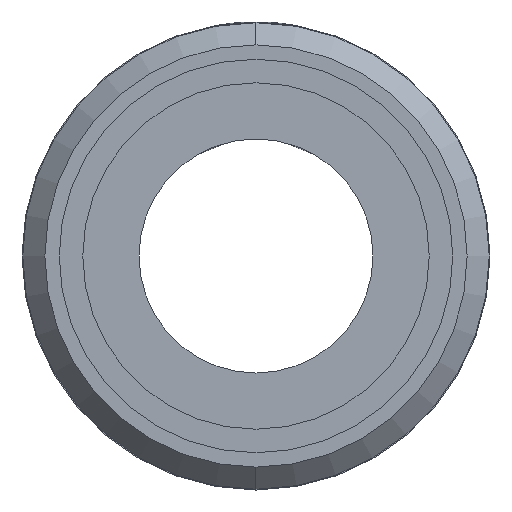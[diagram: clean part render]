
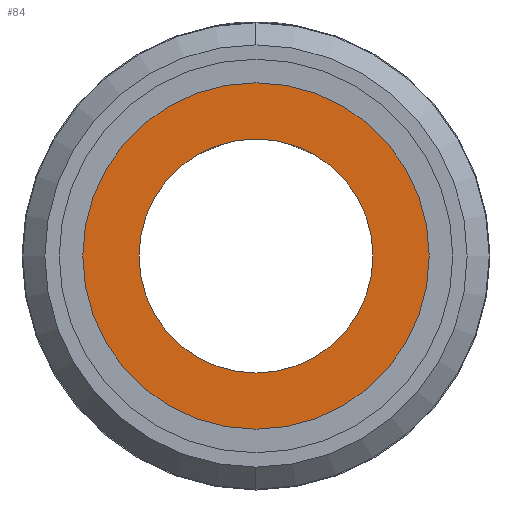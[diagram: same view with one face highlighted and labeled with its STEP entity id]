
A CAD part, left-side view. The second image highlights one B-rep face of the part: STEP entity #84.
In plain terms, the highlighted planar face has unit normal (-1, 0, 0).
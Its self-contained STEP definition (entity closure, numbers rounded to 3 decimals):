
#15 = VERTEX_POINT ( 'NONE', #744 ) ;
#17 = CARTESIAN_POINT ( 'NONE',  ( 1.95, 0., 0. ) ) ;
#22 = ORIENTED_EDGE ( 'NONE', *, *, #933, .F. ) ;
#28 = CARTESIAN_POINT ( 'NONE',  ( 1.95, 0., -2.35 ) ) ;
#33 = FACE_BOUND ( 'NONE', #485, .T. ) ;
#61 = EDGE_CURVE ( 'NONE', #172, #126, #182, .T. ) ;
#64 = FACE_OUTER_BOUND ( 'NONE', #463, .T. ) ;
#84 = ADVANCED_FACE ( 'NONE', ( #33, #64 ), #111, .T. ) ;
#95 = DIRECTION ( 'NONE',  ( 0., 0., 1. ) ) ;
#96 = CIRCLE ( 'NONE', #109, 1.587 ) ;
#109 = AXIS2_PLACEMENT_3D ( 'NONE', #812, #627, #95 ) ;
#111 = PLANE ( 'NONE',  #961 ) ;
#126 = VERTEX_POINT ( 'NONE', #321 ) ;
#172 = VERTEX_POINT ( 'NONE', #28 ) ;
#182 = CIRCLE ( 'NONE', #313, 2.35 ) ;
#208 = AXIS2_PLACEMENT_3D ( 'NONE', #17, #524, #762 ) ;
#235 = EDGE_CURVE ( 'NONE', #624, #15, #96, .T. ) ;
#313 = AXIS2_PLACEMENT_3D ( 'NONE', #715, #431, #902 ) ;
#321 = CARTESIAN_POINT ( 'NONE',  ( 1.95, 0., 2.35 ) ) ;
#342 = ORIENTED_EDGE ( 'NONE', *, *, #235, .F. ) ;
#366 = ORIENTED_EDGE ( 'NONE', *, *, #61, .T. ) ;
#423 = DIRECTION ( 'NONE',  ( -1., 0., 0. ) ) ;
#431 = DIRECTION ( 'NONE',  ( -1., 0., 0. ) ) ;
#433 = CARTESIAN_POINT ( 'NONE',  ( 1.95, 0., 1.587 ) ) ;
#459 = AXIS2_PLACEMENT_3D ( 'NONE', #900, #423, #914 ) ;
#463 = EDGE_LOOP ( 'NONE', ( #507, #366 ) ) ;
#485 = EDGE_LOOP ( 'NONE', ( #342, #22 ) ) ;
#507 = ORIENTED_EDGE ( 'NONE', *, *, #686, .T. ) ;
#518 = DIRECTION ( 'NONE',  ( -1., 0., 0. ) ) ;
#519 = CIRCLE ( 'NONE', #208, 1.587 ) ;
#524 = DIRECTION ( 'NONE',  ( -1., 0., 0. ) ) ;
#624 = VERTEX_POINT ( 'NONE', #433 ) ;
#627 = DIRECTION ( 'NONE',  ( -1., 0., 0. ) ) ;
#686 = EDGE_CURVE ( 'NONE', #126, #172, #761, .T. ) ;
#715 = CARTESIAN_POINT ( 'NONE',  ( 1.95, 0., 0. ) ) ;
#744 = CARTESIAN_POINT ( 'NONE',  ( 1.95, 0., -1.587 ) ) ;
#761 = CIRCLE ( 'NONE', #459, 2.35 ) ;
#762 = DIRECTION ( 'NONE',  ( 0., 0., 1. ) ) ;
#801 = DIRECTION ( 'NONE',  ( 0., 0., 1. ) ) ;
#812 = CARTESIAN_POINT ( 'NONE',  ( 1.95, 0., 0. ) ) ;
#840 = CARTESIAN_POINT ( 'NONE',  ( 1.95, 0., 0. ) ) ;
#900 = CARTESIAN_POINT ( 'NONE',  ( 1.95, 0., 0. ) ) ;
#902 = DIRECTION ( 'NONE',  ( 0., 0., 1. ) ) ;
#914 = DIRECTION ( 'NONE',  ( 0., 0., 1. ) ) ;
#933 = EDGE_CURVE ( 'NONE', #15, #624, #519, .T. ) ;
#961 = AXIS2_PLACEMENT_3D ( 'NONE', #840, #518, #801 ) ;
